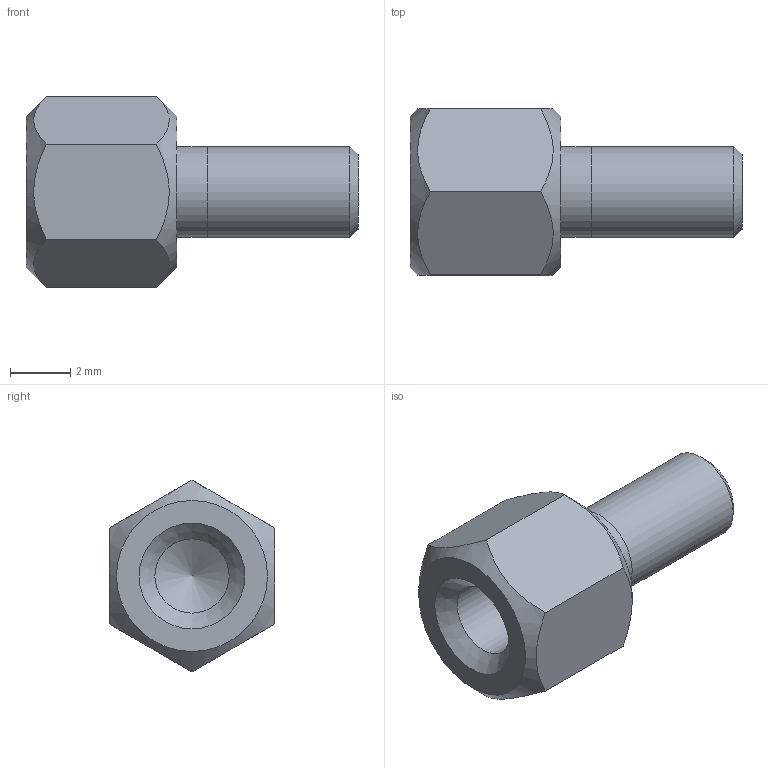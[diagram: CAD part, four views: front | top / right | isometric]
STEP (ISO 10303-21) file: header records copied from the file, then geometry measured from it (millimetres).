
FILE_DESCRIPTION(/* description */ ('-'),/* implementation_level */ '2;1');
FILE_NAME(/* name */ 'Abstandhalter M3 IG-AG 5mm+6mm - PA 66, weiß',/* time_stamp */ '2021-10-04T20:01:52+02:00',/* author */ ('c. wilms'),/* organization */ ('-'),/* preprocessor_version */ 'ST-DEVELOPER v16.7',/* originating_system */ 'Solid Edge',/* authorisation */ 'Unknown');
FILE_SCHEMA (('AUTOMOTIVE_DESIGN {1 0 10303 214 3 1 1}'));
Length unit declared in the file: millimetre
Products named in the file (1): Abstandhalter M3 IG-AG 5mm+6mm - PA 66, weiß
Bounding box: 11 x 5.5 x 6.35 mm (x, y, z)
Volume: 148.8 mm3; surface area: 222.6 mm2
Topology: 1 solids, 1 shells, 18 faces, 41 edges, 26 vertices
Faces by surface type: plane 9, cone 5, cylinder 4
Full cylindrical faces by diameter (mm): 2.459 x2, 3 x2
Entity records: 600 total; most frequent: CARTESIAN_POINT 118, DIRECTION 64, ORIENTED_EDGE 56, FACE_BOUND 29, AXIS2_PLACEMENT_3D 29, EDGE_CURVE 28, EDGE_LOOP 28, VERTEX_POINT 23
